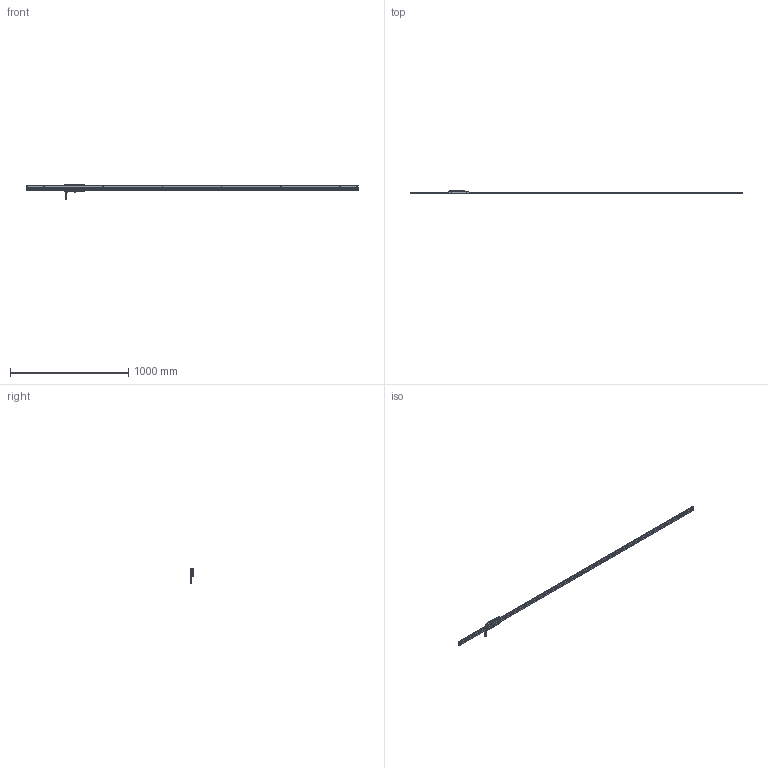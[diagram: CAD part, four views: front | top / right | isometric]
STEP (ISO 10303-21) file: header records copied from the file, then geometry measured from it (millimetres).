
FILE_DESCRIPTION((''),'2;1');
FILE_NAME('PM279_020_005_2500_SW0001','2021-11-15T10:11:53',('FST'),('Sylvac SA'),'CREO PARAMETRIC BY PTC INC, 2017380','CREO PARAMETRIC BY PTC INC, 2017380','');
FILE_SCHEMA(('CONFIG_CONTROL_DESIGN'));
Length unit declared in the file: millimetre
Products named in the file (1): PM279_020_005_2500_SW0001
Bounding box: 2806 x 28.1 x 129.27 mm (x, y, z)
Surface area: 296174.5 mm2 (no closed solid volume)
Topology: 0 solids, 185 shells, 478 faces, 2052 edges, 1738 vertices
Faces by surface type: plane 384, cylinder 65, cone 15, torus 7, sphere 4, bspline 3
Entity records: 22609 total; most frequent: CARTESIAN_POINT 6656, DIRECTION 3186, ORIENTED_EDGE 2411, EDGE_CURVE 2049, VERTEX_POINT 1738, VECTOR 1416, LINE 1416, AXIS2_PLACEMENT_3D 885
